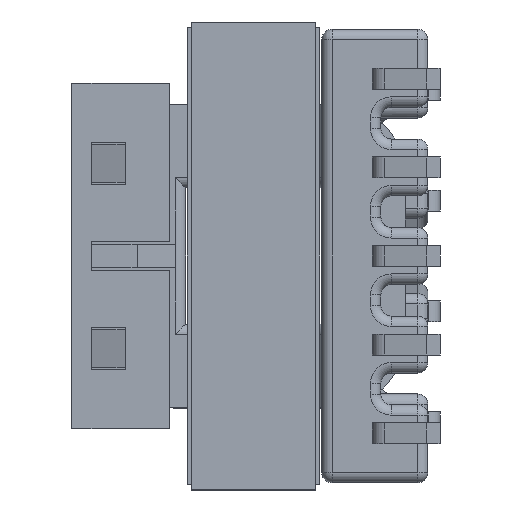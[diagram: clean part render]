
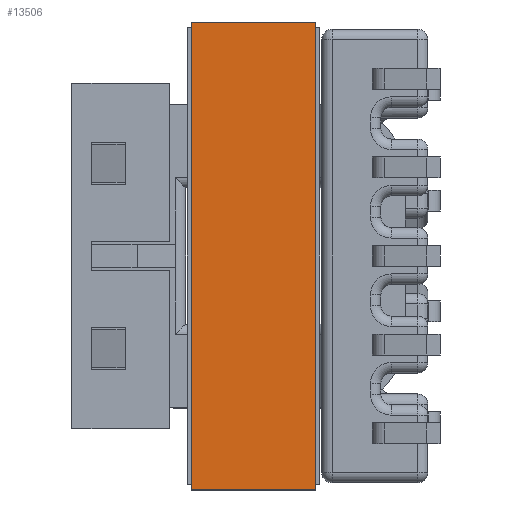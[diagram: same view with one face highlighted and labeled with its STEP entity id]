
A CAD part, left-side view. The second image highlights one B-rep face of the part: STEP entity #13506.
In plain terms, the highlighted planar face has unit normal (-1, 0, 0).
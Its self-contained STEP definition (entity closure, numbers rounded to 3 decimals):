
#608 = CARTESIAN_POINT ( 'NONE',  ( -0.16, -13.26, -3.56 ) ) ;
#810 = DIRECTION ( 'NONE',  ( 0., 0., 1. ) ) ;
#1185 = CARTESIAN_POINT ( 'NONE',  ( -0.16, 0.16, -3.56 ) ) ;
#1500 = VECTOR ( 'NONE', #7710, 1000. ) ;
#1979 = ORIENTED_EDGE ( 'NONE', *, *, #12547, .F. ) ;
#2138 = DIRECTION ( 'NONE',  ( 0., -1., 0. ) ) ;
#2590 = VECTOR ( 'NONE', #810, 1000. ) ;
#3025 = EDGE_CURVE ( 'NONE', #4822, #17981, #19036, .T. ) ;
#3560 = VECTOR ( 'NONE', #14672, 1000. ) ;
#4822 = VERTEX_POINT ( 'NONE', #14987 ) ;
#5122 = ORIENTED_EDGE ( 'NONE', *, *, #10198, .T. ) ;
#5549 = LINE ( 'NONE', #16930, #1500 ) ;
#6720 = CARTESIAN_POINT ( 'NONE',  ( -0.16, -13.26, 0. ) ) ;
#6927 = VERTEX_POINT ( 'NONE', #8808 ) ;
#7125 = LINE ( 'NONE', #8427, #2590 ) ;
#7195 = ORIENTED_EDGE ( 'NONE', *, *, #7934, .T. ) ;
#7710 = DIRECTION ( 'NONE',  ( 0., -1., 0. ) ) ;
#7895 = CARTESIAN_POINT ( 'NONE',  ( -0.16, -13.26, 0. ) ) ;
#7934 = EDGE_CURVE ( 'NONE', #17730, #6927, #5549, .T. ) ;
#8321 = FACE_OUTER_BOUND ( 'NONE', #18790, .T. ) ;
#8427 = CARTESIAN_POINT ( 'NONE',  ( -0.16, -13.26, -3.56 ) ) ;
#8808 = CARTESIAN_POINT ( 'NONE',  ( -0.16, -13.26, -3.56 ) ) ;
#10198 = EDGE_CURVE ( 'NONE', #6927, #17981, #7125, .T. ) ;
#11334 = DIRECTION ( 'NONE',  ( -1., 0., 0. ) ) ;
#12547 = EDGE_CURVE ( 'NONE', #17730, #4822, #15814, .T. ) ;
#13506 = ADVANCED_FACE ( 'NONE', ( #8321 ), #15838, .T. ) ;
#14672 = DIRECTION ( 'NONE',  ( 0., 0., 1. ) ) ;
#14743 = CARTESIAN_POINT ( 'NONE',  ( -0.16, 0.16, -3.56 ) ) ;
#14987 = CARTESIAN_POINT ( 'NONE',  ( -0.16, 0.16, 0. ) ) ;
#15348 = AXIS2_PLACEMENT_3D ( 'NONE', #608, #11334, #2138 ) ;
#15814 = LINE ( 'NONE', #14743, #3560 ) ;
#15838 = PLANE ( 'NONE',  #15348 ) ;
#15949 = DIRECTION ( 'NONE',  ( 0., -1., 0. ) ) ;
#16930 = CARTESIAN_POINT ( 'NONE',  ( -0.16, -13.26, -3.56 ) ) ;
#17730 = VERTEX_POINT ( 'NONE', #1185 ) ;
#17981 = VERTEX_POINT ( 'NONE', #7895 ) ;
#18224 = ORIENTED_EDGE ( 'NONE', *, *, #3025, .F. ) ;
#18790 = EDGE_LOOP ( 'NONE', ( #18224, #1979, #7195, #5122 ) ) ;
#19036 = LINE ( 'NONE', #6720, #19513 ) ;
#19513 = VECTOR ( 'NONE', #15949, 1000. ) ;
